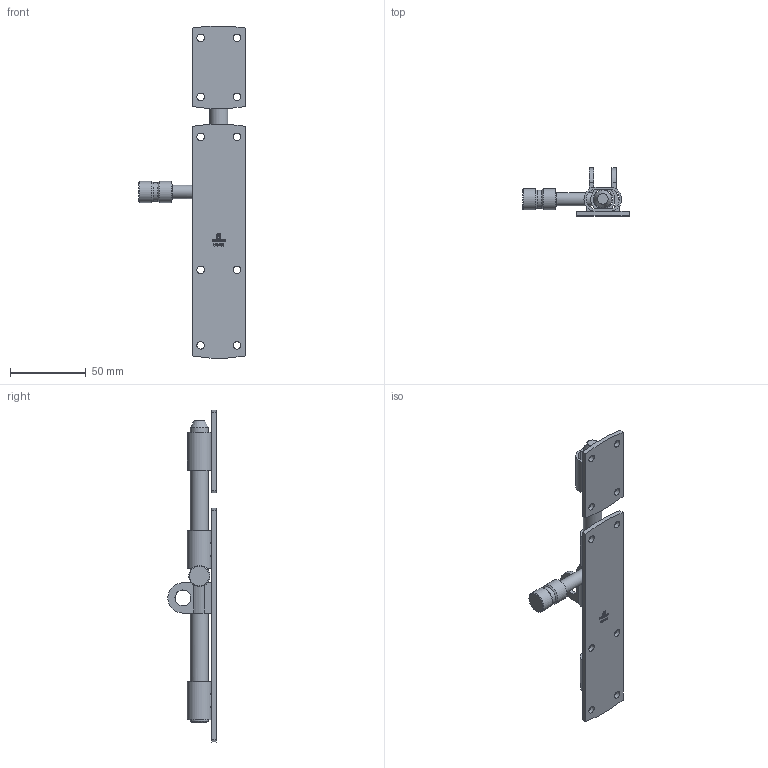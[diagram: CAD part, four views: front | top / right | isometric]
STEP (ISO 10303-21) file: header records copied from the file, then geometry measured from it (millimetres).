
FILE_DESCRIPTION (( 'STEP AP203' ), '1' );
FILE_NAME ('710-200.step', '2024-10-15T07:01:19', ( '' ), ( '' ), 'SwSTEP 2.0', 'SolidWorks 2018', '' );
FILE_SCHEMA (( 'CONFIG_CONTROL_DESIGN' ));
Length unit declared in the file: millimetre
Products named in the file (4): 710-XX0 Teil1_710-200 Teil1; 710-XX0 Teil2_710-200 Teil2; 710-200; 710-XX0 Teil3_710-200 Teil3
Assembly tree (3 placements, depth 2):
  710-200
    710-XX0 Teil1_710-200 Teil1
    710-XX0 Teil2_710-200 Teil2
    710-XX0 Teil3_710-200 Teil3
Bounding box: 70.5 x 32 x 219.67 mm (x, y, z)
Volume: 57009.5 mm3; surface area: 35608.9 mm2
Topology: 3 solids, 3 shells, 315 faces, 839 edges, 559 vertices
Faces by surface type: plane 161, bspline 101, cylinder 47, cone 5, torus 1
Full cylindrical faces by diameter (mm): 5 x10, 8.8 x1, 10.5 x2, 12 x2, 13 x2, 14 x2, 16 x2
Entity records: 15395 total; most frequent: CARTESIAN_POINT 7862, ORIENTED_EDGE 1606, DIRECTION 1123, EDGE_CURVE 803, VERTEX_POINT 550, VECTOR 497, LINE 497, EDGE_LOOP 401
